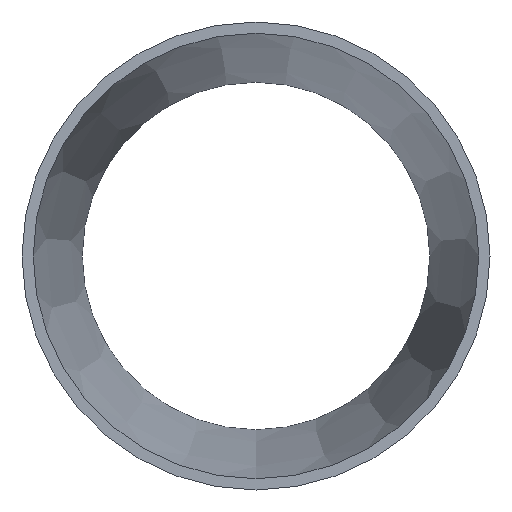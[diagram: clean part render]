
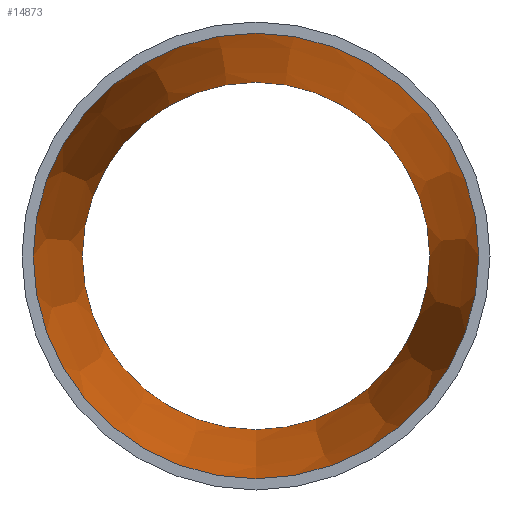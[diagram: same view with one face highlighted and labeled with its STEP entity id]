
A CAD part, front view. The second image highlights one B-rep face of the part: STEP entity #14873.
In plain terms, the highlighted conical face has half-angle 7.185 degrees and reference radius 80.118 mm.
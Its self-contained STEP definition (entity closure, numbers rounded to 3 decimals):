
#492 = FACE_BOUND ( 'NONE', #18219, .T. ) ;
#5026 = CIRCLE ( 'NONE', #17382, 62.468 ) ;
#5341 = FACE_OUTER_BOUND ( 'NONE', #11783, .T. ) ;
#5980 = CONICAL_SURFACE ( 'NONE', #24013, 80.118, 0.125 ) ;
#6910 = DIRECTION ( 'NONE',  ( 0., 0., -1. ) ) ;
#8598 = ORIENTED_EDGE ( 'NONE', *, *, #21442, .F. ) ;
#9110 = CARTESIAN_POINT ( 'NONE',  ( 0., 140., -62.468 ) ) ;
#9337 = DIRECTION ( 'NONE',  ( 0., -1., 0. ) ) ;
#11783 = EDGE_LOOP ( 'NONE', ( #23065 ) ) ;
#13511 = EDGE_CURVE ( 'NONE', #25709, #25709, #23466, .T. ) ;
#13618 = CARTESIAN_POINT ( 'NONE',  ( 0., 0., -80.118 ) ) ;
#14142 = CARTESIAN_POINT ( 'NONE',  ( 0., 0., 0. ) ) ;
#14873 = ADVANCED_FACE ( 'NONE', ( #492, #5341 ), #5980, .F. ) ;
#15151 = CARTESIAN_POINT ( 'NONE',  ( 0., 0., 0. ) ) ;
#17382 = AXIS2_PLACEMENT_3D ( 'NONE', #23989, #9337, #21749 ) ;
#17758 = DIRECTION ( 'NONE',  ( 0., -1., 0. ) ) ;
#18219 = EDGE_LOOP ( 'NONE', ( #8598 ) ) ;
#20953 = DIRECTION ( 'NONE',  ( 0., -1., 0. ) ) ;
#21442 = EDGE_CURVE ( 'NONE', #26197, #26197, #5026, .T. ) ;
#21749 = DIRECTION ( 'NONE',  ( 0., 0., -1. ) ) ;
#23065 = ORIENTED_EDGE ( 'NONE', *, *, #13511, .T. ) ;
#23466 = CIRCLE ( 'NONE', #30767, 80.118 ) ;
#23989 = CARTESIAN_POINT ( 'NONE',  ( 0., 140., 0. ) ) ;
#24013 = AXIS2_PLACEMENT_3D ( 'NONE', #15151, #17758, #25001 ) ;
#25001 = DIRECTION ( 'NONE',  ( 0., 0., -1. ) ) ;
#25709 = VERTEX_POINT ( 'NONE', #13618 ) ;
#26197 = VERTEX_POINT ( 'NONE', #9110 ) ;
#30767 = AXIS2_PLACEMENT_3D ( 'NONE', #14142, #20953, #6910 ) ;
